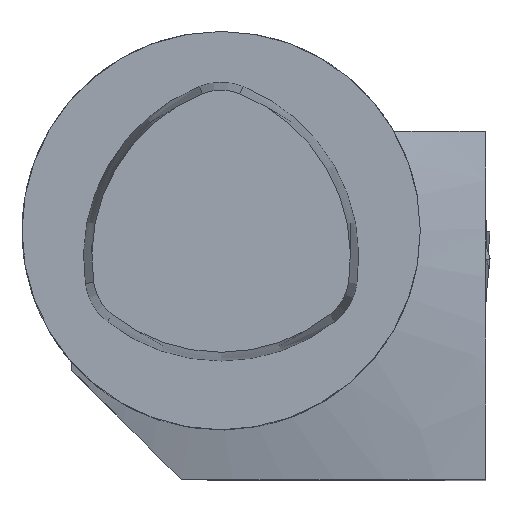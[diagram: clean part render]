
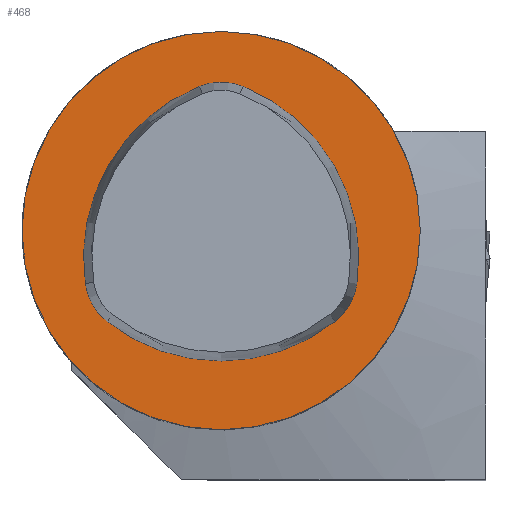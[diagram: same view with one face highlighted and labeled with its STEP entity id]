
A CAD part, top view. The second image highlights one B-rep face of the part: STEP entity #468.
In plain terms, the highlighted planar face has unit normal (0, 0, 1).
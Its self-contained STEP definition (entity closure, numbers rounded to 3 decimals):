
#468=ADVANCED_FACE('',(#626),#548,.T.);
#548=PLANE('',#1740);
#626=FACE_OUTER_BOUND('',#720,.T.);
#720=EDGE_LOOP('',(#919));
#919=ORIENTED_EDGE('',*,*,#1491,.F.);
#1323=VERTEX_POINT('',#2505);
#1491=EDGE_CURVE('',#1323,#1323,#1653,.T.);
#1653=CIRCLE('',#1734,20.);
#1734=AXIS2_PLACEMENT_3D('',#2504,#1984,#1985);
#1740=AXIS2_PLACEMENT_3D('',#2523,#2000,#2001);
#1984=DIRECTION('',(0.,0.,-1.));
#1985=DIRECTION('',(-1.,0.,0.));
#2000=DIRECTION('',(0.,0.,1.));
#2001=DIRECTION('',(-1.,0.,0.));
#2504=CARTESIAN_POINT('',(0.,0.,0.));
#2505=CARTESIAN_POINT('',(-20.,0.,0.));
#2523=CARTESIAN_POINT('',(0.,0.,0.));
